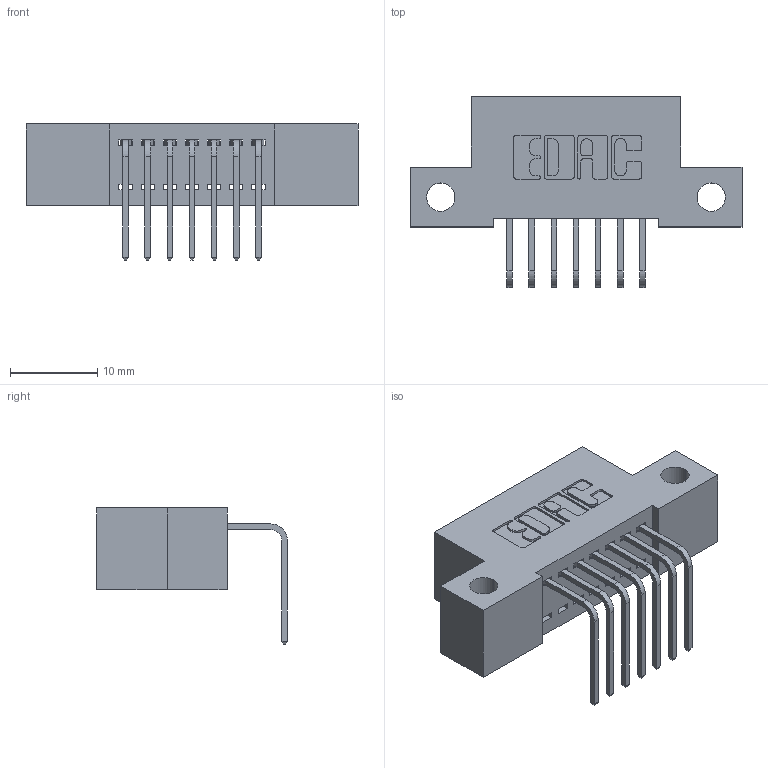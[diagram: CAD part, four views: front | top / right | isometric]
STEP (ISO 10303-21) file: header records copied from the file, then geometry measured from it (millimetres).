
FILE_DESCRIPTION (( 'STEP AP203' ), '1' );
FILE_NAME ('342-007-558-112.STEP', '2019-10-01T12:58:35', ( '' ), ( '' ), 'SwSTEP 2.0', 'SolidWorks 2016', '' );
FILE_SCHEMA (( 'CONFIG_CONTROL_DESIGN' ));
Length unit declared in the file: inch
Products named in the file (3): 342 Part_Side Mount; 345-292-001_558 Tail - 2; 342-007-558-112
Assembly tree (8 placements, depth 2):
  342-007-558-112
    342 Part_Side Mount
    345-292-001_558 Tail - 2  x7
Bounding box: 38.1 x 21.91 x 15.62 mm (x, y, z)
Volume: 3161.1 mm3; surface area: 3957.8 mm2
Topology: 8 solids, 8 shells, 530 faces, 1573 edges, 1038 vertices
Faces by surface type: plane 374, cylinder 156
Entity records: 8761 total; most frequent: CARTESIAN_POINT 1523, ORIENTED_EDGE 1466, DIRECTION 1355, EDGE_CURVE 733, LINE 605, VECTOR 605, VERTEX_POINT 486, AXIS2_PLACEMENT_3D 375
